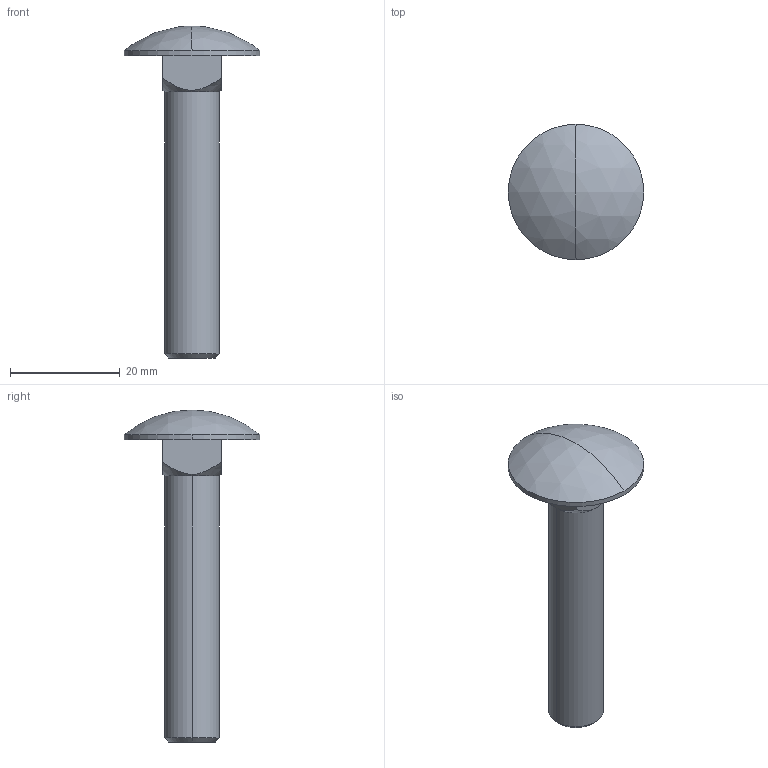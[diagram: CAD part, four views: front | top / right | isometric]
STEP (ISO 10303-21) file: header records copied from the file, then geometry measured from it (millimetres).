
FILE_DESCRIPTION(('STEP AP214'),'1');
FILE_NAME('cctmp_FF03DA08-AC48-45ED-BDD1-1232A34EABA0_2023_03_29_09_45_47_0149..stp','2023-03-29T07:45:47',('SIEMENS A&D'),('CADClick - www.CADClick.com'),'Spatial InterOp 3D postprocessed',' ','unknown authorization');
FILE_SCHEMA(('AUTOMOTIVE_DESIGN'));
Length unit declared in the file: millimetre
Products named in the file (1): 2023_03_29_09_45_47_0143
Bounding box: 24.65 x 24.65 x 60.38 mm (x, y, z)
Volume: 6052 mm3; surface area: 2839.8 mm2
Topology: 1 solids, 1 shells, 16 faces, 44 edges, 31 vertices
Faces by surface type: plane 6, cone 4, cylinder 4, sphere 2
Entity records: 602 total; most frequent: CARTESIAN_POINT 128, ORIENTED_EDGE 88, DIRECTION 78, EDGE_CURVE 44, AXIS2_PLACEMENT_3D 31, VERTEX_POINT 31, STYLED_ITEM 17, PRESENTATION_STYLE_ASSIGNMENT 17
